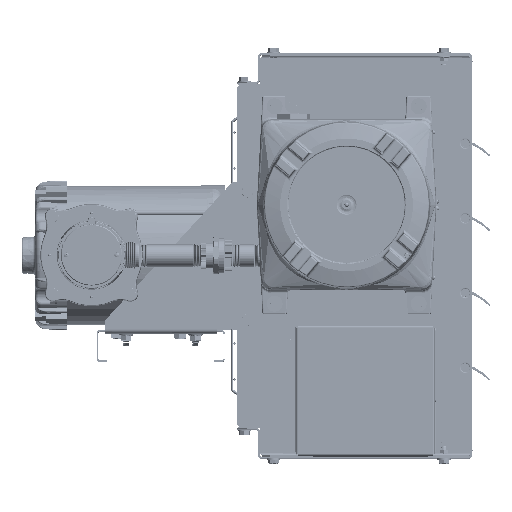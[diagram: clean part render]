
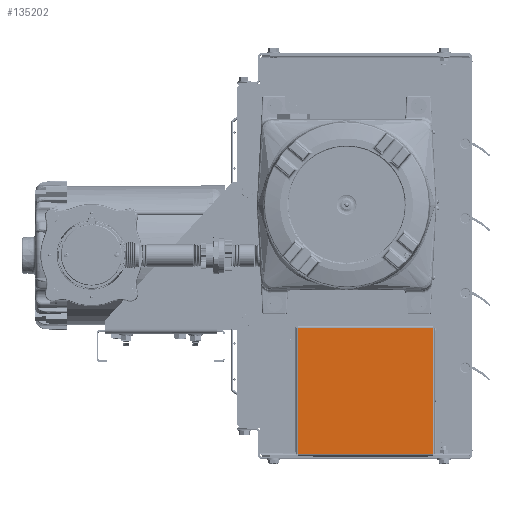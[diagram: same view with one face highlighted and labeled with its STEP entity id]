
A CAD part, top view. The second image highlights one B-rep face of the part: STEP entity #135202.
In plain terms, the highlighted planar face has unit normal (0, 0, 1).
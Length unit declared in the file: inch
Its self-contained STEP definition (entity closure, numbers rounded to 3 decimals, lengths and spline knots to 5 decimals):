
#1834 = VECTOR ( 'NONE', #23174, 39.37008 ) ;
#23174 = DIRECTION ( 'NONE',  ( 0., 1., 0. ) ) ;
#32280 = DIRECTION ( 'NONE',  ( -1., 0., 0. ) ) ;
#32915 = CARTESIAN_POINT ( 'NONE',  ( 2.9022, 5.76098, 12.5688 ) ) ;
#46302 = VERTEX_POINT ( 'NONE', #210664 ) ;
#47383 = LINE ( 'NONE', #236223, #189747 ) ;
#47507 = CARTESIAN_POINT ( 'NONE',  ( -3.4022, 5.81098, 12.5688 ) ) ;
#54921 = VECTOR ( 'NONE', #195341, 39.37008 ) ;
#63823 = ORIENTED_EDGE ( 'NONE', *, *, #201710, .T. ) ;
#66085 = VERTEX_POINT ( 'NONE', #233411 ) ;
#66474 = CARTESIAN_POINT ( 'NONE',  ( 2.9022, 11.71098, 12.5688 ) ) ;
#68275 = VECTOR ( 'NONE', #181515, 39.37008 ) ;
#98816 = AXIS2_PLACEMENT_3D ( 'NONE', #107355, #237391, #126104 ) ;
#107355 = CARTESIAN_POINT ( 'NONE',  ( -3.5, 5.76098, 12.5688 ) ) ;
#110812 = EDGE_LOOP ( 'NONE', ( #155729, #190819, #134339, #63823 ) ) ;
#126104 = DIRECTION ( 'NONE',  ( 0., -1., 0. ) ) ;
#134339 = ORIENTED_EDGE ( 'NONE', *, *, #198641, .F. ) ;
#134507 = CARTESIAN_POINT ( 'NONE',  ( -3.4022, 5.76098, 12.5688 ) ) ;
#135202 = ADVANCED_FACE ( 'NONE', ( #203374 ), #199196, .T. ) ;
#144382 = LINE ( 'NONE', #134507, #1834 ) ;
#153740 = LINE ( 'NONE', #47507, #54921 ) ;
#155729 = ORIENTED_EDGE ( 'NONE', *, *, #182811, .T. ) ;
#167196 = LINE ( 'NONE', #32915, #68275 ) ;
#178098 = CARTESIAN_POINT ( 'NONE',  ( -3.4022, 11.71098, 12.5688 ) ) ;
#179340 = EDGE_CURVE ( 'NONE', #233538, #210716, #47383, .T. ) ;
#181515 = DIRECTION ( 'NONE',  ( 0., 1., 0. ) ) ;
#182811 = EDGE_CURVE ( 'NONE', #46302, #233538, #167196, .T. ) ;
#189747 = VECTOR ( 'NONE', #32280, 39.37008 ) ;
#190819 = ORIENTED_EDGE ( 'NONE', *, *, #179340, .T. ) ;
#195341 = DIRECTION ( 'NONE',  ( 1., 0., 0. ) ) ;
#198641 = EDGE_CURVE ( 'NONE', #66085, #210716, #144382, .T. ) ;
#199196 = PLANE ( 'NONE',  #98816 ) ;
#201710 = EDGE_CURVE ( 'NONE', #66085, #46302, #153740, .T. ) ;
#203374 = FACE_OUTER_BOUND ( 'NONE', #110812, .T. ) ;
#210664 = CARTESIAN_POINT ( 'NONE',  ( 2.9022, 5.81098, 12.5688 ) ) ;
#210716 = VERTEX_POINT ( 'NONE', #178098 ) ;
#233411 = CARTESIAN_POINT ( 'NONE',  ( -3.4022, 5.81098, 12.5688 ) ) ;
#233538 = VERTEX_POINT ( 'NONE', #66474 ) ;
#236223 = CARTESIAN_POINT ( 'NONE',  ( 2.9022, 11.71098, 12.5688 ) ) ;
#237391 = DIRECTION ( 'NONE',  ( 0., 0., 1. ) ) ;
